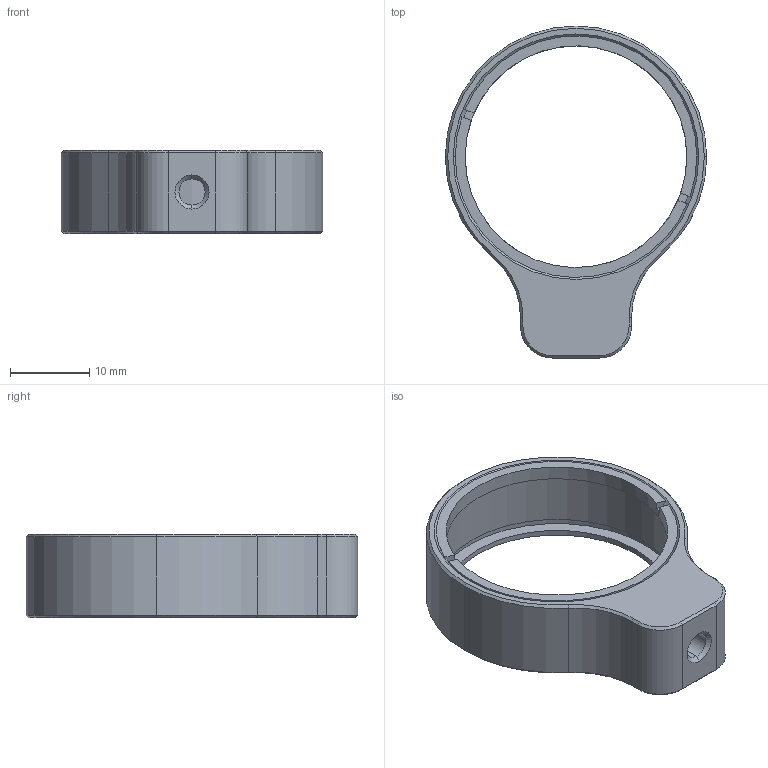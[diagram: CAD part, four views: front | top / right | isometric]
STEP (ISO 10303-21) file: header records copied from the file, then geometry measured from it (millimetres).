
FILE_DESCRIPTION (( 'STEP AP203' ), '1' );
FILE_NAME ('GCM-081230M_三维.STEP', '2020-09-27T09:07:47', ( 'Microsoft' ), ( 'Microsoft' ), 'SwSTEP 2.0', 'SolidWorks 2015', '' );
FILE_SCHEMA (( 'CONFIG_CONTROL_DESIGN' ));
Length unit declared in the file: millimetre
Products named in the file (1): GCM-081230M_三维
Bounding box: 33 x 41.9 x 10.5 mm (x, y, z)
Surface area: 3587.9 mm2 (no closed solid volume)
Topology: 0 solids, 2 shells, 128 faces, 337 edges, 218 vertices
Faces by surface type: plane 58, cylinder 50, cone 20
Entity records: 4037 total; most frequent: DIRECTION 725, CARTESIAN_POINT 684, ORIENTED_EDGE 646, EDGE_CURVE 337, AXIS2_PLACEMENT_3D 259, VERTEX_POINT 218, LINE 207, VECTOR 207
